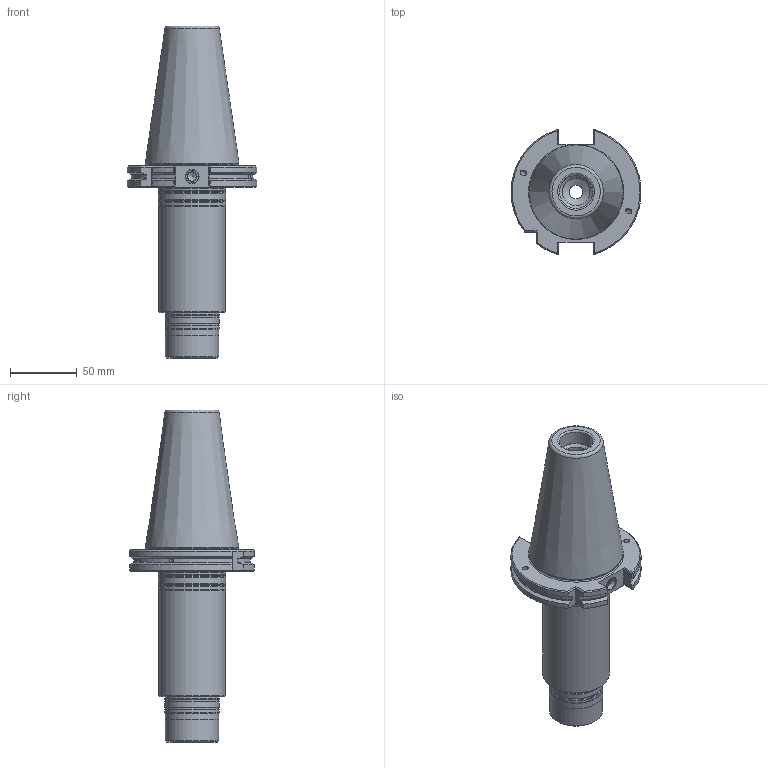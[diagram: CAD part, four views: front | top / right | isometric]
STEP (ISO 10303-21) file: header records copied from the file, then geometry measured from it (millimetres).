
FILE_DESCRIPTION(/* description */ (''),/* implementation_level */ '2;1');
FILE_NAME(/* name */ '425013283.stp',/* time_stamp */ '2021-01-08T12:44:17',/* author */ ('LRA'),/* organization */ ('REGO-FIX'),/* preprocessor_version */ ' Unknown',/* originating_system */ 'SIEMENS PLM Software Solid Edge ST10',/* authorization */ 'Unknown');
FILE_SCHEMA (('AUTOMOTIVE_DESIGN { 1 0 10303 214 2 1 1}'));
Length unit declared in the file: millimetre
Products named in the file (1): NOCUT
Bounding box: 97.32 x 93.58 x 248.6 mm (x, y, z)
Volume: 501079.6 mm3; surface area: 71162.3 mm2
Topology: 1 solids, 1 shells, 146 faces, 386 edges, 242 vertices
Faces by surface type: plane 44, cylinder 42, cone 42, torus 18
Full cylindrical faces by diameter (mm): 3.242 x6, 3.9 x2, 7 x1, 10 x1, 10.106 x1, 20.751 x1, 20.752 x1, 23.5 x1, 25 x1, 40 x2, 40.5 x3, 50 x1, 50.5 x3
Entity records: 5237 total; most frequent: CARTESIAN_POINT 997, DIRECTION 650, ORIENTED_EDGE 598, EDGE_CURVE 299, AXIS2_PLACEMENT_3D 275, FACE_BOUND 225, VERTEX_POINT 224, EDGE_LOOP 222
